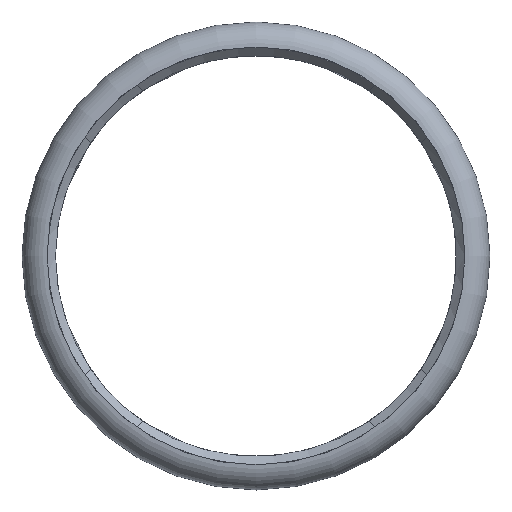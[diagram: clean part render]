
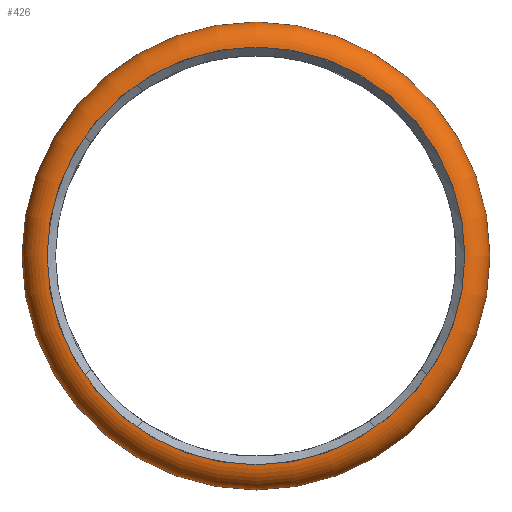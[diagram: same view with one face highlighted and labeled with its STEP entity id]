
A CAD part, top view. The second image highlights one B-rep face of the part: STEP entity #426.
In plain terms, the highlighted toroidal (fillet/blend) face has major radius 12.5 mm and minor radius 1.5 mm.
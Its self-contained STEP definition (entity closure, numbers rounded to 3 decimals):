
#15=TOROIDAL_SURFACE('',#475,12.5,1.5);
#66=FACE_OUTER_BOUND('',#90,.T.);
#90=EDGE_LOOP('',(#368,#369,#370,#371,#372,#373));
#147=CIRCLE('',#448,14.);
#148=CIRCLE('',#449,14.);
#158=CIRCLE('',#476,12.5);
#159=CIRCLE('',#477,1.5);
#160=CIRCLE('',#478,12.5);
#182=VERTEX_POINT('',#654);
#183=VERTEX_POINT('',#656);
#201=VERTEX_POINT('',#758);
#202=VERTEX_POINT('',#759);
#228=EDGE_CURVE('',#183,#182,#147,.T.);
#229=EDGE_CURVE('',#182,#183,#148,.T.);
#263=EDGE_CURVE('',#201,#202,#158,.T.);
#264=EDGE_CURVE('',#202,#183,#159,.T.);
#265=EDGE_CURVE('',#202,#201,#160,.T.);
#368=ORIENTED_EDGE('',*,*,#263,.T.);
#369=ORIENTED_EDGE('',*,*,#264,.T.);
#370=ORIENTED_EDGE('',*,*,#228,.T.);
#371=ORIENTED_EDGE('',*,*,#229,.T.);
#372=ORIENTED_EDGE('',*,*,#264,.F.);
#373=ORIENTED_EDGE('',*,*,#265,.T.);
#426=ADVANCED_FACE('',(#66),#15,.T.);
#448=AXIS2_PLACEMENT_3D('',#657,#530,#531);
#449=AXIS2_PLACEMENT_3D('',#658,#532,#533);
#475=AXIS2_PLACEMENT_3D('',#757,#592,#593);
#476=AXIS2_PLACEMENT_3D('',#760,#594,#595);
#477=AXIS2_PLACEMENT_3D('',#761,#596,#597);
#478=AXIS2_PLACEMENT_3D('',#762,#598,#599);
#530=DIRECTION('center_axis',(0.,0.,1.));
#531=DIRECTION('ref_axis',(-1.,0.,0.));
#532=DIRECTION('center_axis',(0.,0.,1.));
#533=DIRECTION('ref_axis',(-1.,0.,0.));
#592=DIRECTION('center_axis',(0.,0.,1.));
#593=DIRECTION('ref_axis',(1.,0.,0.));
#594=DIRECTION('center_axis',(0.,0.,-1.));
#595=DIRECTION('ref_axis',(-1.,0.,0.));
#596=DIRECTION('center_axis',(0.,-1.,0.));
#597=DIRECTION('ref_axis',(-1.,0.,0.));
#598=DIRECTION('center_axis',(0.,0.,-1.));
#599=DIRECTION('ref_axis',(-1.,0.,0.));
#654=CARTESIAN_POINT('',(14.,100.,10.1));
#656=CARTESIAN_POINT('',(-14.,100.,10.1));
#657=CARTESIAN_POINT('Origin',(0.,100.,10.1));
#658=CARTESIAN_POINT('Origin',(0.,100.,10.1));
#757=CARTESIAN_POINT('Origin',(0.,100.,10.1));
#758=CARTESIAN_POINT('',(12.5,100.,11.6));
#759=CARTESIAN_POINT('',(-12.5,100.,11.6));
#760=CARTESIAN_POINT('Origin',(0.,100.,11.6));
#761=CARTESIAN_POINT('Origin',(-12.5,100.,10.1));
#762=CARTESIAN_POINT('Origin',(0.,100.,11.6));
